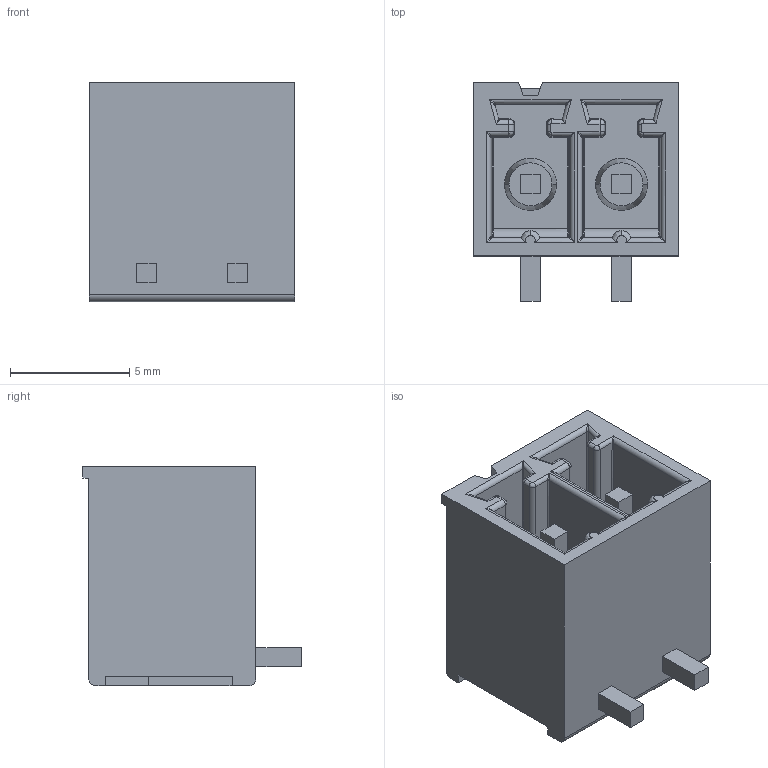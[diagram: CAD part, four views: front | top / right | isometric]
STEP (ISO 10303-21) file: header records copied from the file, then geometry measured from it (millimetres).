
FILE_DESCRIPTION((''),'2;1');
FILE_NAME('C-2342077-2','2019-07-24T03:14:14',('workeradm'),('TE Connectivity Ltd.'),'CREO PARAMETRIC BY PTC INC, 2019030','CREO PARAMETRIC BY PTC INC, 2019030','');
FILE_SCHEMA(('AUTOMOTIVE_DESIGN { 1 0 10303 214 1 1 1 1 }'));
Length unit declared in the file: millimetre
Products named in the file (1): C-2342077-2
Bounding box: 8.62 x 9.15 x 9.2 mm (x, y, z)
Volume: 344.2 mm3; surface area: 734.2 mm2
Topology: 1 solids, 1 shells, 194 faces, 460 edges, 266 vertices
Faces by surface type: plane 76, cylinder 68, bspline 30, sphere 8, torus 8, cone 4
Entity records: 7358 total; most frequent: CARTESIAN_POINT 2846, ORIENTED_EDGE 900, DIRECTION 806, EDGE_CURVE 450, VECTOR 270, LINE 270, AXIS2_PLACEMENT_3D 268, VERTEX_POINT 266
